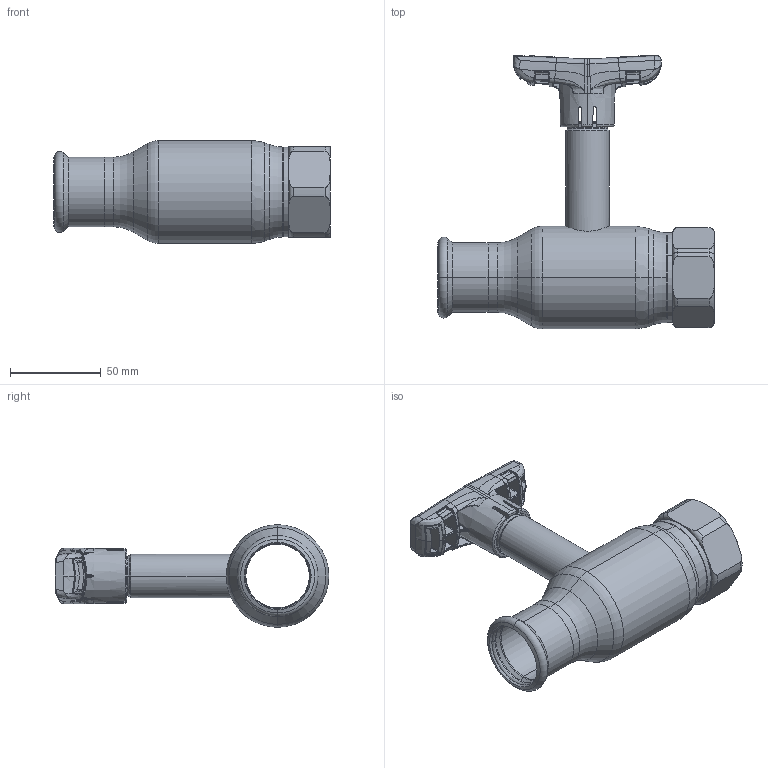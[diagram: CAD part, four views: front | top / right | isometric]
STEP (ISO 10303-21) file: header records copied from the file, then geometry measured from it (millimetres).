
FILE_DESCRIPTION (( 'STEP AP214' ), '1' );
FILE_NAME ('1032001001-1400.step', '2024-01-16T10:04:14', ( '' ), ( '' ), 'SwSTEP 2.0', 'SolidWorks 2021', '' );
FILE_SCHEMA (( 'AUTOMOTIVE_DESIGN' ));
Length unit declared in the file: millimetre
Products named in the file (1): 1032001001-1400
Bounding box: 152.5 x 150.78 x 56.5 mm (x, y, z)
Surface area: 51737.1 mm2 (no closed solid volume)
Topology: 0 solids, 9 shells, 604 faces, 1977 edges, 1292 vertices
Faces by surface type: bspline 450, plane 49, cylinder 43, torus 30, cone 26, sphere 6
Entity records: 55785 total; most frequent: CARTESIAN_POINT 36486, ORIENTED_EDGE 3246, EDGE_CURVE 1963, B_SPLINE_CURVE_WITH_KNOTS 1382, DIRECTION 1303, VERTEX_POINT 1289, EDGE_LOOP 614, UNCERTAINTY_MEASURE_WITH_UNIT 603
